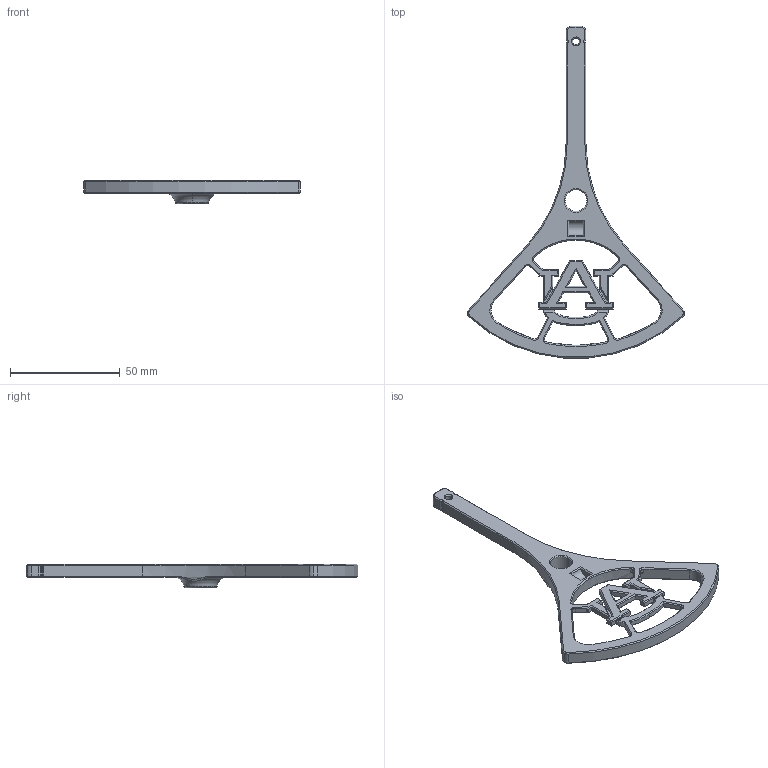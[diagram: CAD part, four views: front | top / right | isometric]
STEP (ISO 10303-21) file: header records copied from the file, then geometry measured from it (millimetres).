
FILE_DESCRIPTION (( 'STEP AP203' ), '1' );
FILE_NAME ('Swing Arm.STEP', '2024-01-08T20:48:33', ( '' ), ( '' ), 'SwSTEP 2.0', 'SolidWorks 2021', '' );
FILE_SCHEMA (( 'CONFIG_CONTROL_DESIGN' ));
Length unit declared in the file: millimetre
Products named in the file (1): Swing Arm
Bounding box: 98.74 x 151.26 x 10.8 mm (x, y, z)
Volume: 17016 mm3; surface area: 10791.2 mm2
Topology: 1 solids, 1 shells, 378 faces, 922 edges, 542 vertices
Faces by surface type: plane 203, cone 100, cylinder 47, bspline 24, torus 4
Entity records: 11613 total; most frequent: CARTESIAN_POINT 2855, ORIENTED_EDGE 1844, DIRECTION 1742, EDGE_CURVE 922, VECTOR 620, LINE 620, AXIS2_PLACEMENT_3D 561, VERTEX_POINT 542
